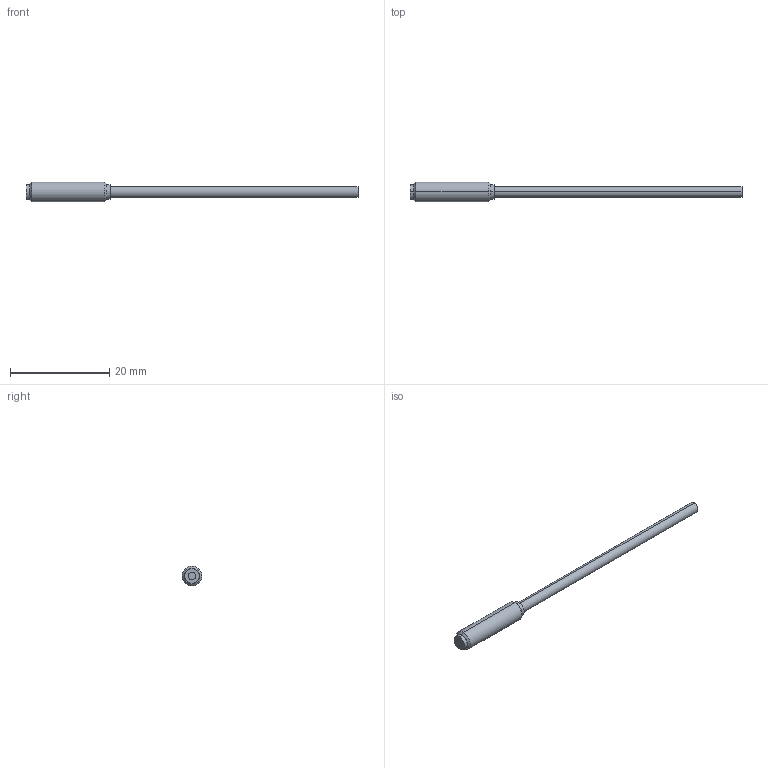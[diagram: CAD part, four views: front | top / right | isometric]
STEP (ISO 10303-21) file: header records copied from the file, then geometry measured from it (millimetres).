
FILE_DESCRIPTION (( 'STEP AP214' ), '1' );
FILE_NAME ('GPF-T017.STEP', '2017-11-17T15:03:56', ( '' ), ( '' ), 'SwSTEP 2.0', 'SolidWorks 2018', '' );
FILE_SCHEMA (( 'AUTOMOTIVE_DESIGN' ));
Length unit declared in the file: millimetre
Products named in the file (4): GPF-T017_HEAD; GPF-T017; GPF-T017_LENS; GPF-T017_FIBER
Assembly tree (3 placements, depth 2):
  GPF-T017
    GPF-T017_HEAD
    GPF-T017_FIBER
    GPF-T017_LENS
Bounding box: 67 x 4 x 4 mm (x, y, z)
Volume: 393.6 mm3; surface area: 584.9 mm2
Topology: 3 solids, 3 shells, 25 faces, 44 edges, 28 vertices
Faces by surface type: cylinder 12, plane 9, cone 4
Entity records: 768 total; most frequent: DIRECTION 134, CARTESIAN_POINT 103, ORIENTED_EDGE 88, AXIS2_PLACEMENT_3D 59, EDGE_CURVE 44, CIRCLE 28, EDGE_LOOP 28, VERTEX_POINT 28
